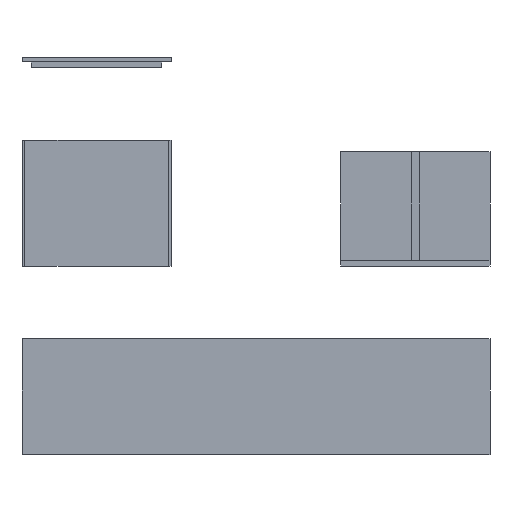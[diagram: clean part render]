
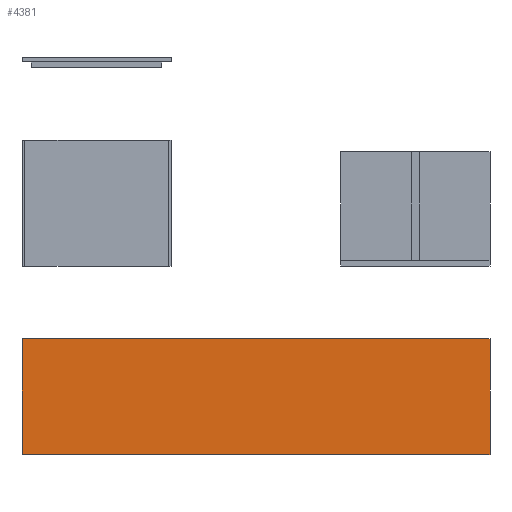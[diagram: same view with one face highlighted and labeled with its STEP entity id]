
A CAD part, front view. The second image highlights one B-rep face of the part: STEP entity #4381.
In plain terms, the highlighted planar face has unit normal (0, -1, 0).
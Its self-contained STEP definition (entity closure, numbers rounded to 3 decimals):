
#4316=CARTESIAN_POINT('',(-96.591,134.457,0.0));
#4317=VERTEX_POINT('',#4316);
#4326=CARTESIAN_POINT('',(-96.591,134.457,80.0));
#4327=VERTEX_POINT('',#4326);
#4328=CARTESIAN_POINT('',(-96.591,134.457,0.0));
#4329=DIRECTION('',(0.0,0.0,1.0));
#4330=VECTOR('',#4329,80.0);
#4331=LINE('',#4328,#4330);
#4332=EDGE_CURVE('',#4317,#4327,#4331,.T.);
#4351=CARTESIAN_POINT('',(64.909,134.457,-0.001));
#4352=DIRECTION('',(0.0,-1.0,0.0));
#4353=DIRECTION('',(0.0,0.0,-1.0));
#4354=AXIS2_PLACEMENT_3D('',#4351,#4352,#4353);
#4355=PLANE('',#4354);
#4356=CARTESIAN_POINT('',(226.409,134.457,0.0));
#4357=VERTEX_POINT('',#4356);
#4358=CARTESIAN_POINT('',(226.409,134.457,0.0));
#4359=DIRECTION('',(-1.0,0.0,0.0));
#4360=VECTOR('',#4359,323.);
#4361=LINE('',#4358,#4360);
#4362=EDGE_CURVE('',#4357,#4317,#4361,.T.);
#4363=ORIENTED_EDGE('',*,*,#4362,.F.);
#4364=CARTESIAN_POINT('',(226.409,134.457,80.0));
#4365=VERTEX_POINT('',#4364);
#4366=CARTESIAN_POINT('',(226.409,134.457,0.0));
#4367=DIRECTION('',(0.0,0.0,1.0));
#4368=VECTOR('',#4367,80.0);
#4369=LINE('',#4366,#4368);
#4370=EDGE_CURVE('',#4357,#4365,#4369,.T.);
#4371=ORIENTED_EDGE('',*,*,#4370,.T.);
#4372=CARTESIAN_POINT('',(226.409,134.457,80.0));
#4373=DIRECTION('',(-1.0,0.0,0.0));
#4374=VECTOR('',#4373,323.);
#4375=LINE('',#4372,#4374);
#4376=EDGE_CURVE('',#4365,#4327,#4375,.T.);
#4377=ORIENTED_EDGE('',*,*,#4376,.T.);
#4378=ORIENTED_EDGE('',*,*,#4332,.F.);
#4379=EDGE_LOOP('',(#4363,#4371,#4377,#4378));
#4380=FACE_OUTER_BOUND('',#4379,.T.);
#4381=ADVANCED_FACE('',(#4380),#4355,.T.);
